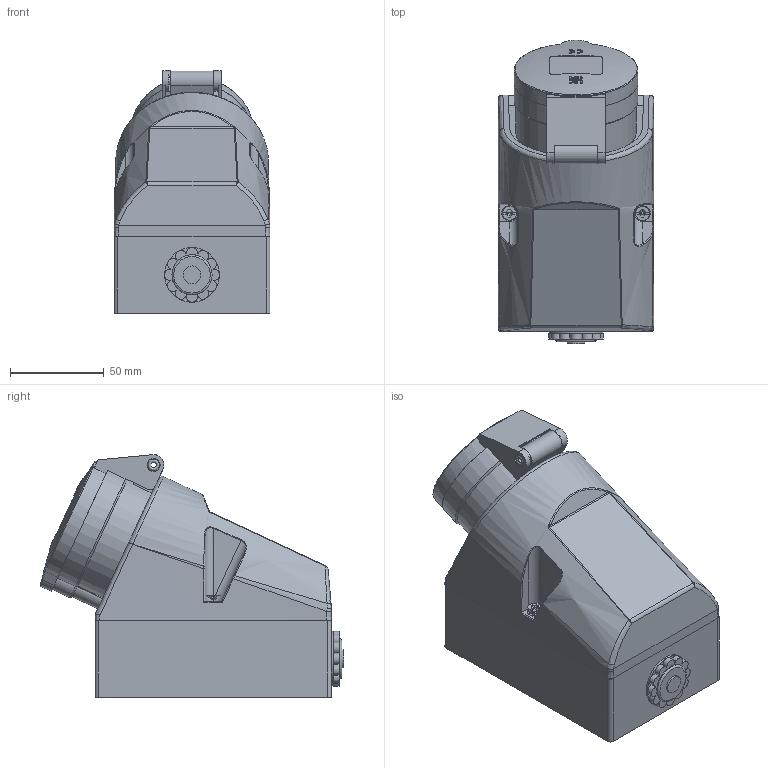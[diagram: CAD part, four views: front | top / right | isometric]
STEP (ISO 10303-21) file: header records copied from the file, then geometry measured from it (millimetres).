
FILE_DESCRIPTION(/* description */ (''),/* implementation_level */ '2;1');
FILE_NAME(/* name */ '1115.stp',/* time_stamp */ '2023-10-24T11:04:20+02:00',/* author */ ('massmann'),/* organization */ (''),/* preprocessor_version */ 'ST-DEVELOPER v17',/* originating_system */ 'Autodesk Inventor 2018',/* authorisation */ '');
FILE_SCHEMA (('AUTOMOTIVE_DESIGN { 1 0 10303 214 3 1 1 }'));
Products named in the file (1): 1115
Bounding box: 83 x 161.68 x 129.28 mm (x, y, z)
Volume: 958738.5 mm3; surface area: 82057.7 mm2
Topology: 1 solids, 2 shells, 1052 faces, 2755 edges, 1821 vertices
Faces by surface type: plane 551, bspline 356, cylinder 111, torus 16, cone 9, sphere 9
Full cylindrical faces by diameter (mm): 3 x1, 4 x1, 4.3 x3, 5 x2, 5.5 x6, 6 x2, 7 x2, 9.5 x1, 11 x4, 21.4 x1, 25 x2, 29.2 x1
Entity records: 45523 total; most frequent: CARTESIAN_POINT 21116, ORIENTED_EDGE 5504, DIRECTION 3578, EDGE_CURVE 2752, VERTEX_POINT 1821, LINE 1274, VECTOR 1274, EDGE_LOOP 1181
